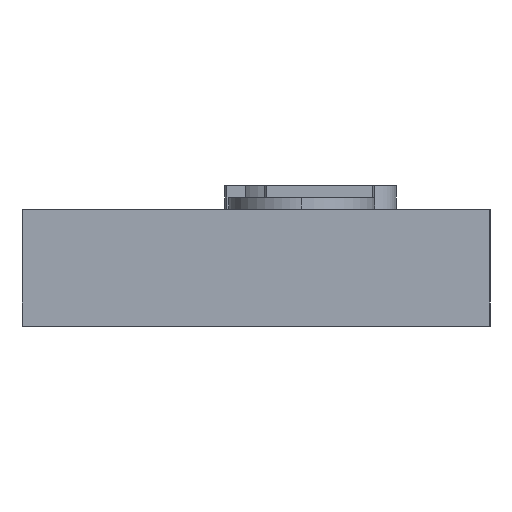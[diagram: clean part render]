
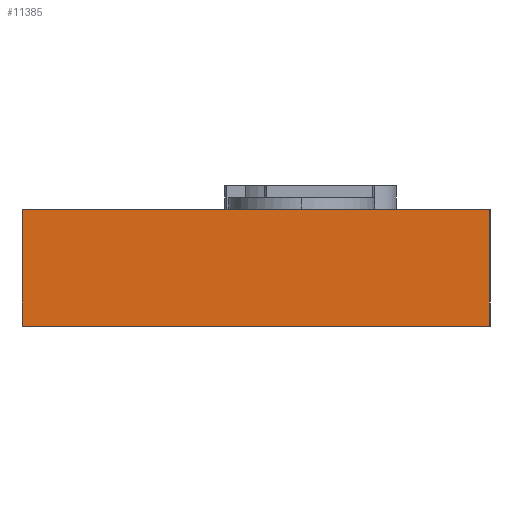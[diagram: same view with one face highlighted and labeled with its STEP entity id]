
A CAD part, left-side view. The second image highlights one B-rep face of the part: STEP entity #11385.
In plain terms, the highlighted planar face has unit normal (-1, 0, 0).
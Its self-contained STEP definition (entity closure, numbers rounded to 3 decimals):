
#409 = CARTESIAN_POINT ( 'NONE',  ( -100., -10., 5. ) ) ;
#434 = VERTEX_POINT ( 'NONE', #15419 ) ;
#1375 = LINE ( 'NONE', #8282, #17989 ) ;
#1411 = ORIENTED_EDGE ( 'NONE', *, *, #17287, .T. ) ;
#1466 = FACE_OUTER_BOUND ( 'NONE', #11938, .T. ) ;
#1584 = CARTESIAN_POINT ( 'NONE',  ( -100., 10., 0. ) ) ;
#3413 = EDGE_CURVE ( 'NONE', #4618, #7128, #12924, .T. ) ;
#4264 = PLANE ( 'NONE',  #14744 ) ;
#4618 = VERTEX_POINT ( 'NONE', #7243 ) ;
#5877 = DIRECTION ( 'NONE',  ( 0., 0., -1. ) ) ;
#6475 = DIRECTION ( 'NONE',  ( 0., -1., 0. ) ) ;
#7128 = VERTEX_POINT ( 'NONE', #20094 ) ;
#7243 = CARTESIAN_POINT ( 'NONE',  ( -100., 10., 0. ) ) ;
#8282 = CARTESIAN_POINT ( 'NONE',  ( -100., -10., 5. ) ) ;
#8671 = VECTOR ( 'NONE', #6475, 1000. ) ;
#9122 = CARTESIAN_POINT ( 'NONE',  ( -100., 10., 5. ) ) ;
#9236 = LINE ( 'NONE', #9122, #17259 ) ;
#9885 = DIRECTION ( 'NONE',  ( 0., 0., -1. ) ) ;
#10768 = DIRECTION ( 'NONE',  ( 0., 0., -1. ) ) ;
#10832 = VERTEX_POINT ( 'NONE', #409 ) ;
#11385 = ADVANCED_FACE ( 'NONE', ( #1466 ), #4264, .F. ) ;
#11434 = DIRECTION ( 'NONE',  ( 0., -1., 0. ) ) ;
#11938 = EDGE_LOOP ( 'NONE', ( #17017, #17531, #13732, #1411 ) ) ;
#12891 = CARTESIAN_POINT ( 'NONE',  ( -100., 10., 5. ) ) ;
#12924 = LINE ( 'NONE', #1584, #8671 ) ;
#13732 = ORIENTED_EDGE ( 'NONE', *, *, #18753, .F. ) ;
#14210 = LINE ( 'NONE', #12891, #18506 ) ;
#14744 = AXIS2_PLACEMENT_3D ( 'NONE', #15277, #15470, #5877 ) ;
#15277 = CARTESIAN_POINT ( 'NONE',  ( -100., 10., 5. ) ) ;
#15419 = CARTESIAN_POINT ( 'NONE',  ( -100., 10., 5. ) ) ;
#15470 = DIRECTION ( 'NONE',  ( 1., 0., 0. ) ) ;
#17017 = ORIENTED_EDGE ( 'NONE', *, *, #3413, .T. ) ;
#17259 = VECTOR ( 'NONE', #10768, 1000. ) ;
#17287 = EDGE_CURVE ( 'NONE', #434, #4618, #9236, .T. ) ;
#17531 = ORIENTED_EDGE ( 'NONE', *, *, #18765, .F. ) ;
#17989 = VECTOR ( 'NONE', #9885, 1000. ) ;
#18506 = VECTOR ( 'NONE', #11434, 1000. ) ;
#18753 = EDGE_CURVE ( 'NONE', #434, #10832, #14210, .T. ) ;
#18765 = EDGE_CURVE ( 'NONE', #10832, #7128, #1375, .T. ) ;
#20094 = CARTESIAN_POINT ( 'NONE',  ( -100., -10., 0. ) ) ;
